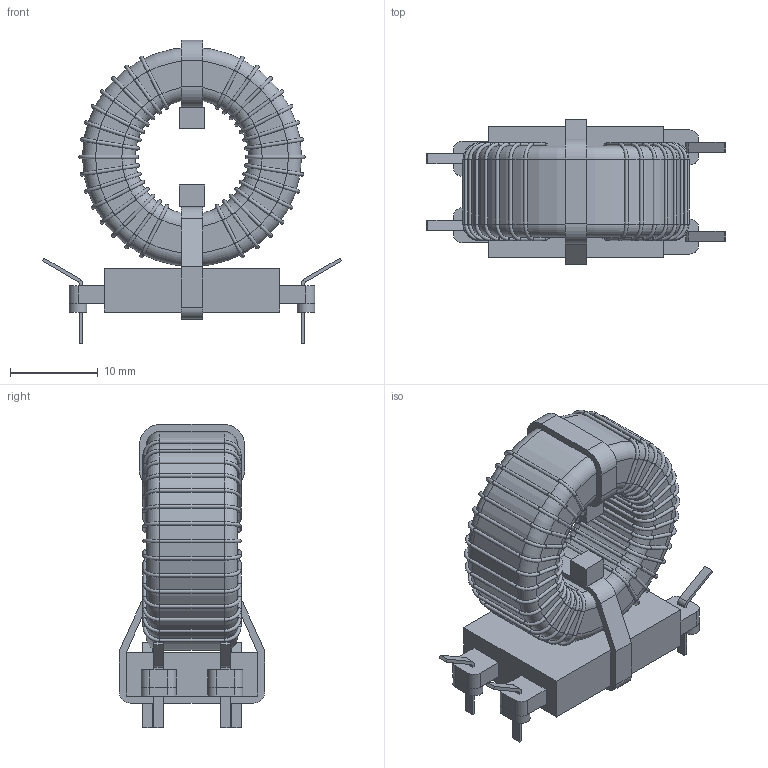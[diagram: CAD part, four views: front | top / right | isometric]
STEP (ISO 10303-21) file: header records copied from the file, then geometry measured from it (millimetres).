
FILE_DESCRIPTION(/* description */ (''),/* implementation_level */ '2;1');
FILE_NAME(/* name */ 'IND_ROXBURG_CMV.stp',/* time_stamp */ '2015-03-18T16:41:47+01:00',/* author */ ('admchouv'),/* organization */ (''),/* preprocessor_version */ 'ST-DEVELOPER v15.5',/* originating_system */ 'AutoCAD Mechanical',/* authorisation */ '');
FILE_SCHEMA (('AUTOMOTIVE_DESIGN { 1 0 10303 214 3 1 1 }'));
Length unit declared in the file: millimetre
Products named in the file (1): Product
Bounding box: 34.19 x 16.6 x 34.6 mm (x, y, z)
Volume: 5603.1 mm3; surface area: 5064.8 mm2
Topology: 52 solids, 52 shells, 426 faces, 902 edges, 520 vertices
Faces by surface type: cylinder 162, plane 140, torus 124
Full cylindrical faces by diameter (mm): 0.4 x120, 13 x1, 25 x1
Entity records: 10086 total; most frequent: DIRECTION 1838, CARTESIAN_POINT 1603, ORIENTED_EDGE 1312, AXIS2_PLACEMENT_3D 755, EDGE_LOOP 678, EDGE_CURVE 656, VERTEX_POINT 520, FACE_OUTER_BOUND 426
